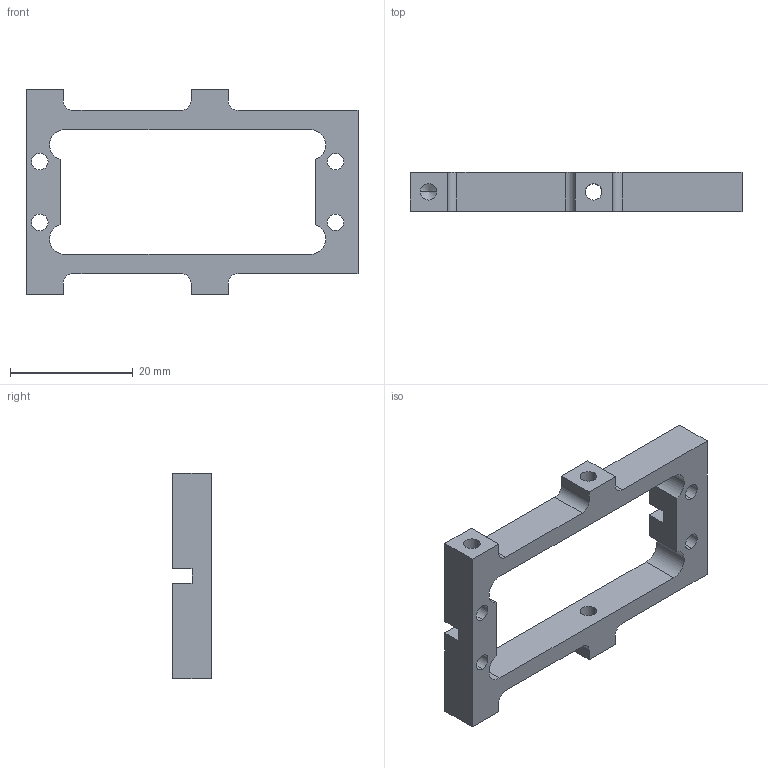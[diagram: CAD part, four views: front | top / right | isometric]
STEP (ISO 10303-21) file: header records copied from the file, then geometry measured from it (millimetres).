
FILE_DESCRIPTION (( 'STEP AP203' ), '1' );
FILE_NAME ('575124.STEP', '2014-07-14T18:44:37', ( 'Kyle' ), ( 'Microsoft' ), 'SwSTEP 2.0', 'SolidWorks 2014', '' );
FILE_SCHEMA (( 'CONFIG_CONTROL_DESIGN' ));
Length unit declared in the file: inch
Products named in the file (1): 575124
Bounding box: 54.2 x 6.35 x 33.53 mm (x, y, z)
Volume: 3812.8 mm3; surface area: 3746.3 mm2
Topology: 1 solids, 1 shells, 59 faces, 170 edges, 110 vertices
Faces by surface type: plane 29, cylinder 26, cone 4
Entity records: 2023 total; most frequent: DIRECTION 338, CARTESIAN_POINT 336, ORIENTED_EDGE 332, EDGE_CURVE 166, LINE 114, VECTOR 114, AXIS2_PLACEMENT_3D 112, VERTEX_POINT 110
